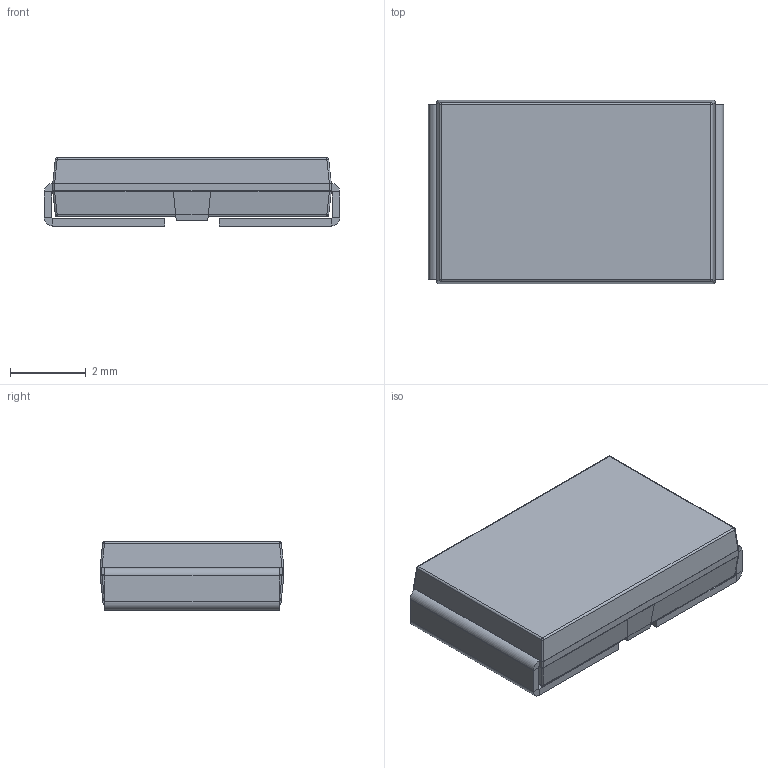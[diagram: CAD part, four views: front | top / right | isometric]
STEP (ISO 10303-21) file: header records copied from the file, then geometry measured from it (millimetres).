
FILE_DESCRIPTION(/* description */ (''),/* implementation_level */ '2;1');
FILE_NAME(/* name */ 'VISHAY WSHP2818.step',/* time_stamp */ '2022-08-10T07:25:50+01:00',/* author */ (''),/* organization */ (''),/* preprocessor_version */ 'ST-DEVELOPER v19',/* originating_system */ 'Autodesk Translation Framework v11.7.0.108',/* authorisation */ '');
FILE_SCHEMA (('AUTOMOTIVE_DESIGN { 1 0 10303 214 3 1 1 }'));
Length unit declared in the file: millimetre
Products named in the file (5): VISHAY WSHP2818; 5849346688; Body; Open CASCADE STEP translator 7.5 30.1.1; Lead
Assembly tree (5 placements, depth 4):
  VISHAY WSHP2818
    5849346688
      Body
        Open CASCADE STEP translator 7.5 30.1.1
      Lead  x2
Bounding box: 7.79 x 4.85 x 1.8 mm (x, y, z)
Volume: 67.3 mm3; surface area: 243.3 mm2
Topology: 3 solids, 3 shells, 122 faces, 260 edges, 136 vertices
Faces by surface type: plane 68, cylinder 38, bspline 8, sphere 8
Entity records: 3647 total; most frequent: CARTESIAN_POINT 1454, DIRECTION 444, ORIENTED_EDGE 416, EDGE_CURVE 208, AXIS2_PLACEMENT_3D 158, LINE 128, VECTOR 128, VERTEX_POINT 112
